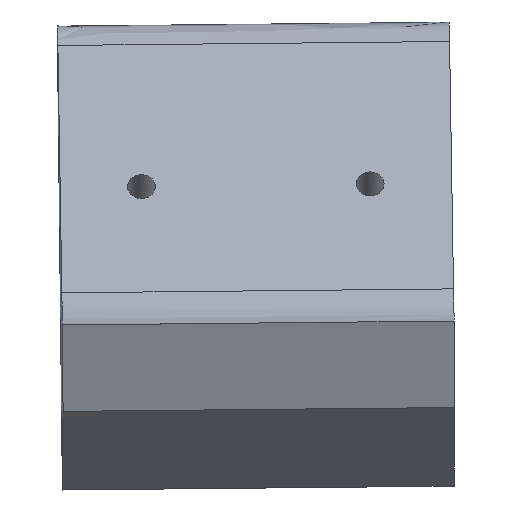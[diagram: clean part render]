
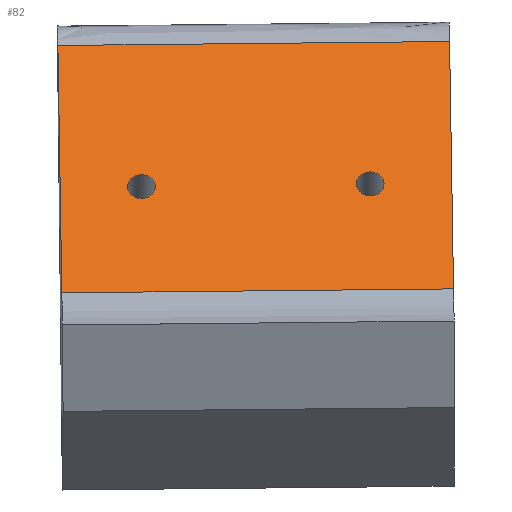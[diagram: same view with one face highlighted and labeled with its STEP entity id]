
A CAD part, top view. The second image highlights one B-rep face of the part: STEP entity #82.
In plain terms, the highlighted planar face has unit normal (0.004, 0.5, 0.866).
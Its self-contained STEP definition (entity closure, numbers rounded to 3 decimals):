
#82 = ADVANCED_FACE( '', ( #105, #106, #107 ), #108, .T. );
#105 = FACE_OUTER_BOUND( '', #136, .T. );
#106 = FACE_BOUND( '', #137, .T. );
#107 = FACE_BOUND( '', #138, .T. );
#108 = PLANE( '', #139 );
#136 = EDGE_LOOP( '', ( #216, #217, #218, #219 ) );
#137 = EDGE_LOOP( '', ( #220 ) );
#138 = EDGE_LOOP( '', ( #221 ) );
#139 = AXIS2_PLACEMENT_3D( '', #222, #223, #224 );
#216 = ORIENTED_EDGE( '', *, *, #266, .T. );
#217 = ORIENTED_EDGE( '', *, *, #259, .F. );
#218 = ORIENTED_EDGE( '', *, *, #279, .F. );
#219 = ORIENTED_EDGE( '', *, *, #271, .T. );
#220 = ORIENTED_EDGE( '', *, *, #280, .F. );
#221 = ORIENTED_EDGE( '', *, *, #278, .F. );
#222 = CARTESIAN_POINT( '', ( 0.253, 33.148, 57.414 ) );
#223 = DIRECTION( '', ( 0.004, 0.5, 0.866 ) );
#224 = DIRECTION( '', ( 1., -0.008, 0. ) );
#259 = EDGE_CURVE( '', #294, #296, #297, .T. );
#266 = EDGE_CURVE( '', #309, #296, #310, .T. );
#271 = EDGE_CURVE( '', #316, #309, #317, .T. );
#278 = EDGE_CURVE( '', #328, #328, #329, .T. );
#279 = EDGE_CURVE( '', #316, #294, #330, .T. );
#280 = EDGE_CURVE( '', #331, #331, #332, .T. );
#294 = VERTEX_POINT( '', #356 );
#296 = VERTEX_POINT( '', #366 );
#297 = LINE( '', #367, #368 );
#309 = VERTEX_POINT( '', #393 );
#310 = B_SPLINE_CURVE_WITH_KNOTS( '', 1, ( #394, #395 ), .UNSPECIFIED., .F., .F., ( 2, 2 ), ( 0., 1. ), .UNSPECIFIED. );
#316 = VERTEX_POINT( '', #416 );
#317 = LINE( '', #417, #418 );
#328 = VERTEX_POINT( '', #524 );
#329 = CIRCLE( '', #525, 0.85 );
#330 = LINE( '', #526, #527 );
#331 = VERTEX_POINT( '', #528 );
#332 = CIRCLE( '', #529, 0.85 );
#356 = CARTESIAN_POINT( '', ( 4308.047, 465.721, -211.286 ) );
#366 = CARTESIAN_POINT( '', ( 4307.804, 480.874, -220.034 ) );
#367 = CARTESIAN_POINT( '', ( 4307.926, 473.297, -215.66 ) );
#368 = VECTOR( '', #537, 1000. );
#393 = CARTESIAN_POINT( '', ( 4331.773, 481.115, -220.279 ) );
#394 = CARTESIAN_POINT( '', ( 4331.773, 481.115, -220.278 ) );
#395 = CARTESIAN_POINT( '', ( 4307.804, 480.874, -220.034 ) );
#416 = CARTESIAN_POINT( '', ( 4332.015, 465.962, -211.531 ) );
#417 = CARTESIAN_POINT( '', ( 4331.894, 473.539, -215.905 ) );
#418 = VECTOR( '', #545, 1000. );
#524 = CARTESIAN_POINT( '', ( 4313.764, 472.225, -215.067 ) );
#525 = AXIS2_PLACEMENT_3D( '', #547, #548, #549 );
#526 = CARTESIAN_POINT( '', ( 4320.031, 465.841, -211.408 ) );
#527 = VECTOR( '', #550, 1000. );
#528 = CARTESIAN_POINT( '', ( 4327.765, 472.39, -215.223 ) );
#529 = AXIS2_PLACEMENT_3D( '', #551, #552, #553 );
#537 = DIRECTION( '', ( -0.014, 0.866, -0.5 ) );
#545 = DIRECTION( '', ( -0.014, 0.866, -0.5 ) );
#547 = CARTESIAN_POINT( '', ( 4312.914, 472.227, -215.064 ) );
#548 = DIRECTION( '', ( 0.004, 0.5, 0.866 ) );
#549 = DIRECTION( '', ( 1., -0.002, -0.003 ) );
#550 = DIRECTION( '', ( -1., -0.01, 0.01 ) );
#551 = CARTESIAN_POINT( '', ( 4326.915, 472.391, -215.22 ) );
#552 = DIRECTION( '', ( 0.004, 0.5, 0.866 ) );
#553 = DIRECTION( '', ( 1., -0.002, -0.003 ) );
